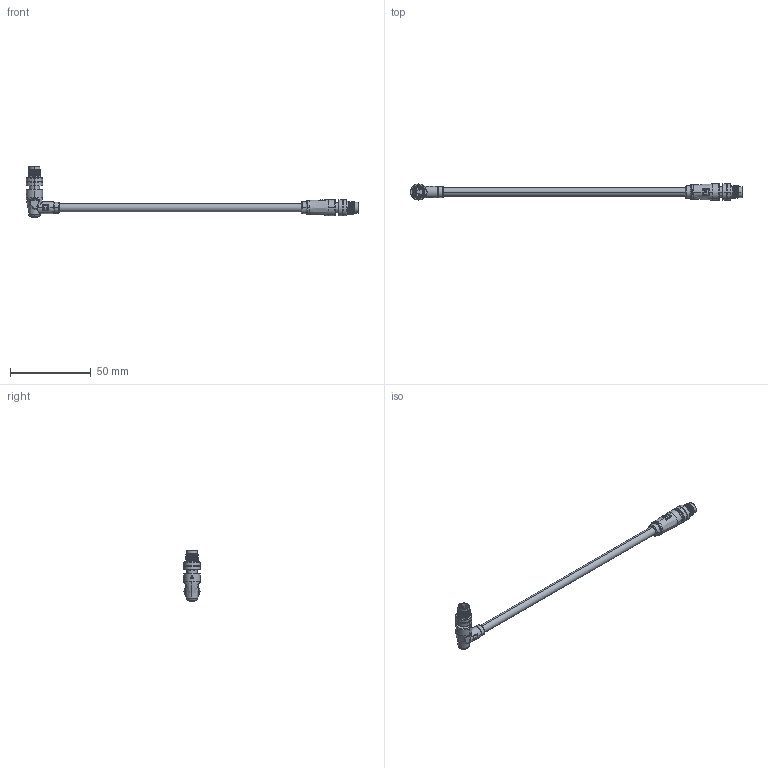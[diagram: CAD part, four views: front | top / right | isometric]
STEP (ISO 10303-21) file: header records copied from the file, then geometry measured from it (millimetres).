
FILE_DESCRIPTION (( 'STEP AP203' ), '1' );
FILE_NAME ('10-04376.STEP', '2021-11-23T19:24:58', ( '' ), ( '' ), 'SwSTEP 2.0', 'SolidWorks 2021', '' );
FILE_SCHEMA (( 'CONFIG_CONTROL_DESIGN' ));
Length unit declared in the file: millimetre
Products named in the file (8): 24-00380; 50-00676___; 10-04376; 50-00676-01___; 30-01659_blunt cut; 50-00676-02___; 24-00378_Wire O5.5 mm; 50-00676-03___
Assembly tree (11 placements, depth 3):
  10-04376
    30-01659_blunt cut
    24-00380
    50-00676___  x2
      50-00676-01___
      50-00676-02___
      50-00676-03___
    24-00378_Wire O5.5 mm
Bounding box: 205.5 x 10 x 31.5 mm (x, y, z)
Volume: 7322.3 mm3; surface area: 31254.1 mm2
Topology: 181 solids, 181 shells, 1674 faces, 3568 edges, 2306 vertices
Faces by surface type: cylinder 892, plane 514, bspline 102, cone 76, torus 70, sphere 20
Entity records: 43989 total; most frequent: CARTESIAN_POINT 12246, DIRECTION 6843, ORIENTED_EDGE 5814, AXIS2_PLACEMENT_3D 2919, EDGE_CURVE 2907, VERTEX_POINT 1914, EDGE_LOOP 1741, CIRCLE 1635
